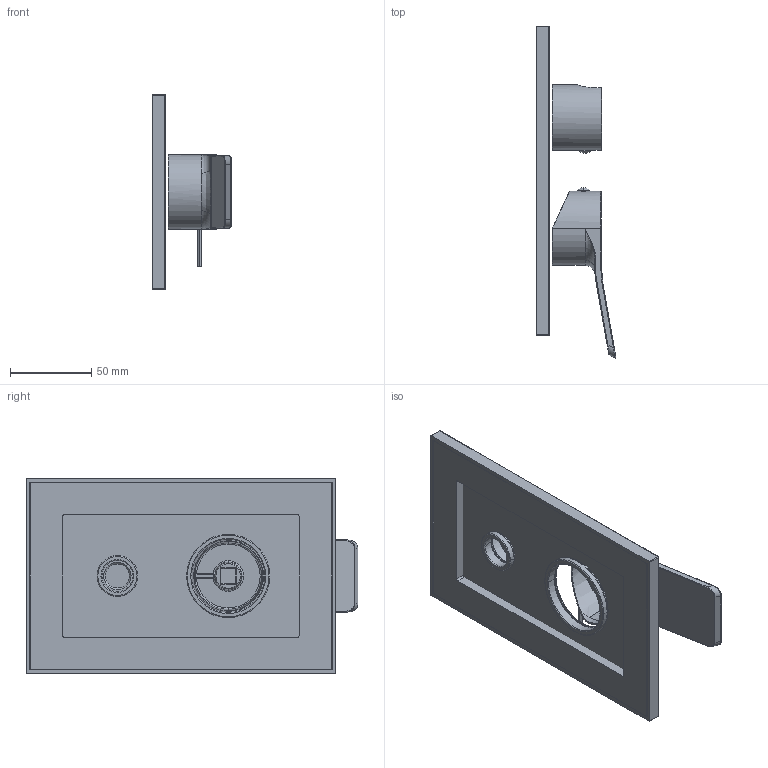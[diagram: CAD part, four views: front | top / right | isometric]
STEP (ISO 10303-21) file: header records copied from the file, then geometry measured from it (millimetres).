
FILE_DESCRIPTION((''),'2;1');
FILE_NAME('TI019CREST_ASM','2021-01-28T10:20:25',('stefano.gianpani'),('PAFFONI SpA'),'CREO PARAMETRIC BY PTC INC, 2020044','CREO PARAMETRIC BY PTC INC, 2020044','');
FILE_SCHEMA(('CONFIG_CONTROL_DESIGN','SHAPE_APPEARANCE_LAYERS_GROUPS'));
Length unit declared in the file: millimetre
Products named in the file (13): 4061662CR; 592305004A2; TCF0691105CR; CHBR25; 8001128_ASM; 4061169CR_AF3; 2091320; 2091319; 2091341; 2042486GR; 2041560GR; 2091105CRN; TI019CREST_ASM
Assembly tree (12 placements, depth 3):
  TI019CREST_ASM
    4061662CR
    8001128_ASM
      592305004A2
      TCF0691105CR
      CHBR25
    4061169CR_AF3
    2091320
    2091319
    2091341
    2042486GR
    2041560GR
    2091105CRN
Bounding box: 48.95 x 203.58 x 120 mm (x, y, z)
Volume: 174699.2 mm3; surface area: 112247.3 mm2
Topology: 11 solids, 15 shells, 322 faces, 736 edges, 453 vertices
Faces by surface type: plane 121, cylinder 115, torus 33, cone 33, bspline 11, sphere 9
Entity records: 12661 total; most frequent: CARTESIAN_POINT 2671, DIRECTION 1682, ORIENTED_EDGE 1440, PRESENTATION_STYLE_ASSIGNMENT 745, STYLED_ITEM 745, CURVE_STYLE 730, EDGE_CURVE 730, AXIS2_PLACEMENT_3D 665
